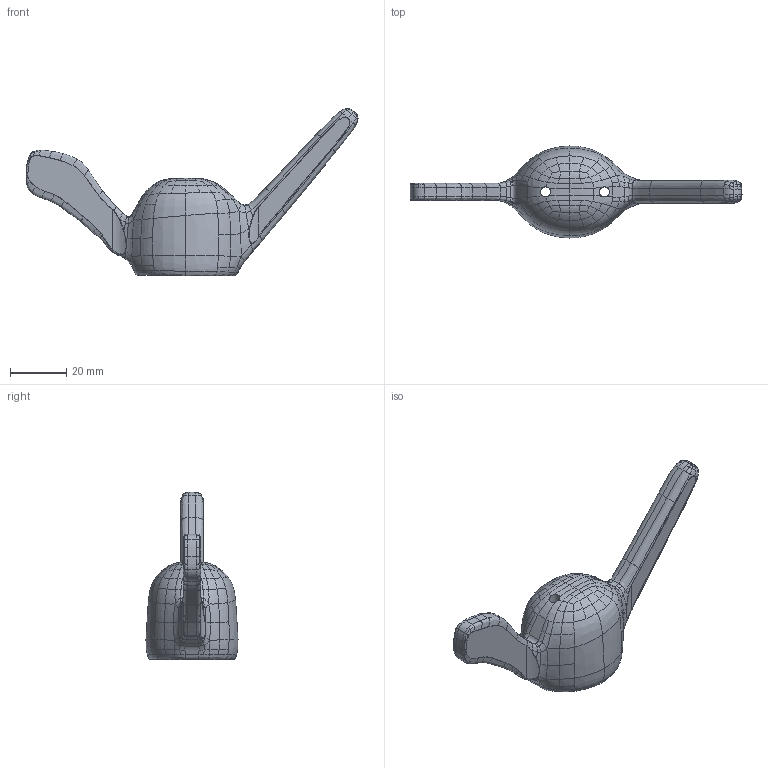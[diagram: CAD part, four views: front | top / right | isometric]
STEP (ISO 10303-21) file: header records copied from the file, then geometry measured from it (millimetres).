
FILE_DESCRIPTION(/* description */ ('STEP AP242','CAx-IF Rec.Pracs.---Representation and Presentation of Product Manufacturing Information (PMI)---4.0---2014-10-13','CAx-IF Rec.Pracs.---3D Tessellated Geometry---0.4---2014-09-14','2;1'),/* implementation_level */ '2;1');
FILE_NAME(/* name */ '67d15b1d7de7723b8e30aab6',/* time_stamp */ '2025-03-12T09:59:59Z',/* author */ (''),/* organization */ (''),/* preprocessor_version */ 'ST-DEVELOPER v20',/* originating_system */ 'ONSHAPE BY PTC INC, 1.194',/* authorisation */ ' ');
FILE_SCHEMA (('AP242_MANAGED_MODEL_BASED_3D_ENGINEERING_MIM_LF { 1 0 10303 442 1 1 4 }'));
Length unit declared in the file: metre
Products named in the file (1): vertebre06
Bounding box: 118.32 x 32.82 x 59.75 mm (x, y, z)
Volume: 37531 mm3; surface area: 9239.5 mm2
Topology: 1 solids, 1 shells, 542 faces, 1202 edges, 658 vertices
Faces by surface type: bspline 527, cylinder 9, plane 4, sphere 2
Full cylindrical faces by diameter (mm): 3.6 x2
Entity records: 21930 total; most frequent: CARTESIAN_POINT 14288, ORIENTED_EDGE 2396, EDGE_CURVE 1198, B_SPLINE_CURVE_WITH_KNOTS 1184, VERTEX_POINT 656, EDGE_LOOP 544, FACE_BOUND 544, ADVANCED_FACE 542
